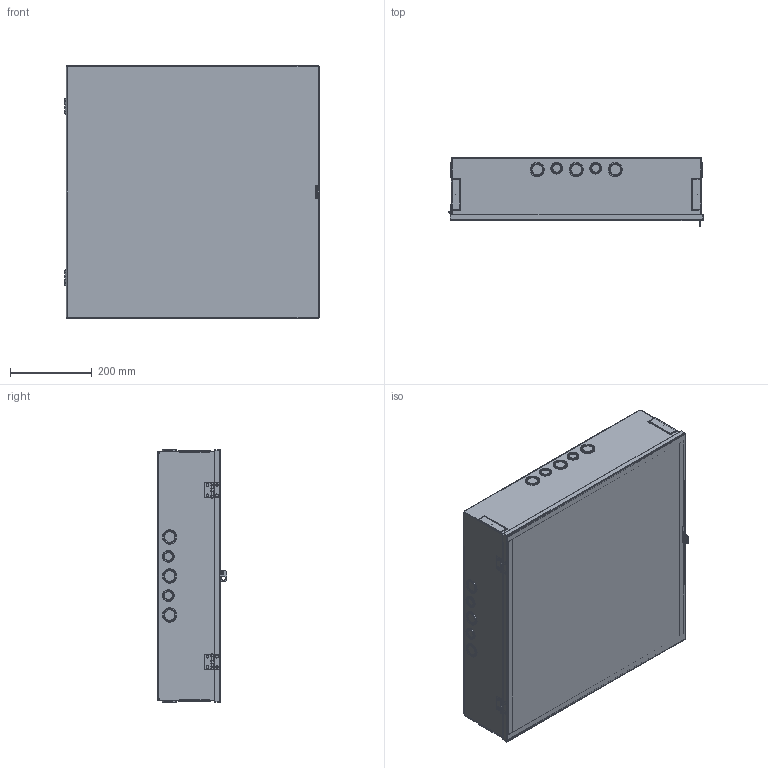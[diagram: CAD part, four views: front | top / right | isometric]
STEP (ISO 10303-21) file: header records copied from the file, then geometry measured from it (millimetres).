
FILE_DESCRIPTION( ( 'Unknown' ), '1' );
FILE_NAME( 'CKO242406.stp', 'Unknown', ( 'Unknown' ), ( 'Unknown' ), 'PSStep 16.0.42', 'Unknown', ' ' );
FILE_SCHEMA( ( 'AUTOMOTIVE_DESIGN { 1 0 10303 214 1 1 1 1 }' ) );
Length unit declared in the file: millimetre
Products named in the file (8): C2424_COUVERCLE_16ga; Penture C-02; C2424C_16ga; CKO242406_BOITIER_16ga; Penture C-01; PADLOCK C; CKO242406B_16ga; Assem1
Assembly tree (9 placements, depth 3):
  Assem1
    CKO242406_BOITIER_16ga
      Penture C-01  x2
      PADLOCK C
      CKO242406B_16ga
    C2424_COUVERCLE_16ga
      Penture C-02  x2
      C2424C_16ga
Bounding box: 620.33 x 168.88 x 617.42 mm (x, y, z)
Volume: 1823870.2 mm3; surface area: 2405951.9 mm2
Topology: 7 solids, 7 shells, 637 faces, 1505 edges, 974 vertices
Faces by surface type: plane 385, cylinder 165, torus 44, bspline 22, cone 14, extrusion 7
Full cylindrical faces by diameter (mm): 0.346 x1, 0.787 x4, 3.175 x1, 3.302 x1, 3.658 x1, 4.293 x1, 6.02 x8, 6.35 x4, 6.706 x1, 9.525 x1, 25.527 x8, 28.575 x8, 31.877 x12, 34.925 x12
Entity records: 20991 total; most frequent: CARTESIAN_POINT 3641, DIRECTION 2575, ORIENTED_EDGE 2372, EDGE_CURVE 1186, AXIS2_PLACEMENT_3D 913, VERTEX_POINT 822, EDGE_LOOP 818, VECTOR 749
